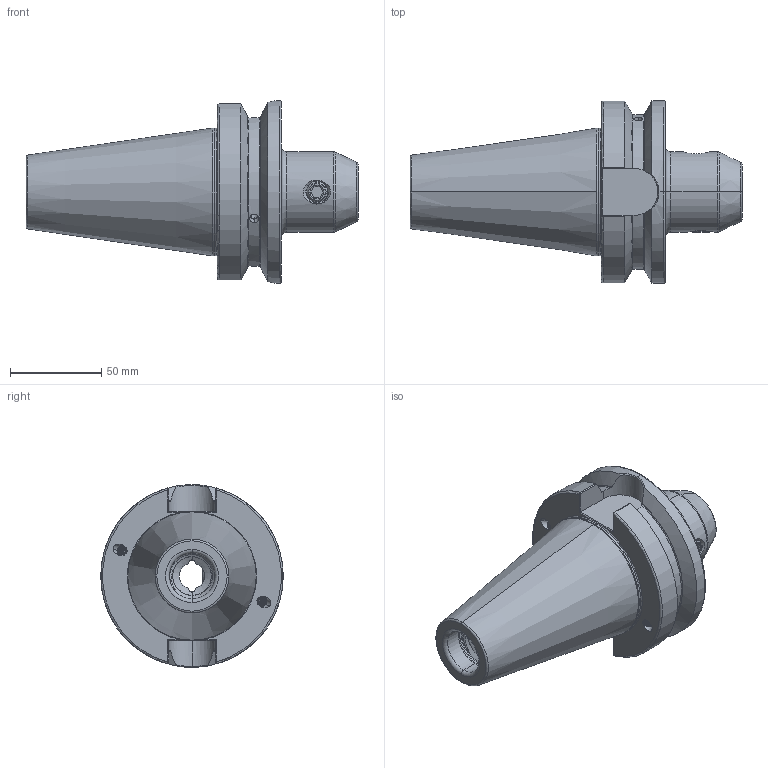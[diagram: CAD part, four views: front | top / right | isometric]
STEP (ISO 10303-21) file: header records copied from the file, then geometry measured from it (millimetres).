
FILE_DESCRIPTION (( 'STEP AP203' ), '1' );
FILE_NAME ('506.04.14.K.STEP', '2016-08-08T05:56:28', ( '' ), ( '' ), 'SwSTEP 2.0', 'SolidWorks 2012', '' );
FILE_SCHEMA (( 'CONFIG_CONTROL_DESIGN' ));
Length unit declared in the file: millimetre
Products named in the file (3): 506.04.14.K; 側固12_M12x1.75_16L
Assembly tree (2 placements, depth 2):
  506.04.14.K
    506.04.14.K
    側固12_M12x1.75_16L
Bounding box: 181.8 x 100 x 100 mm (x, y, z)
Volume: 491277.8 mm3; surface area: 66176.8 mm2
Topology: 2 solids, 2 shells, 276 faces, 752 edges, 480 vertices
Faces by surface type: cylinder 128, plane 56, torus 36, cone 33, bspline 21, sphere 2
Entity records: 20092 total; most frequent: CARTESIAN_POINT 13648, ORIENTED_EDGE 1492, DIRECTION 1069, EDGE_CURVE 746, VERTEX_POINT 480, AXIS2_PLACEMENT_3D 422, EDGE_LOOP 294, ADVANCED_FACE 276
